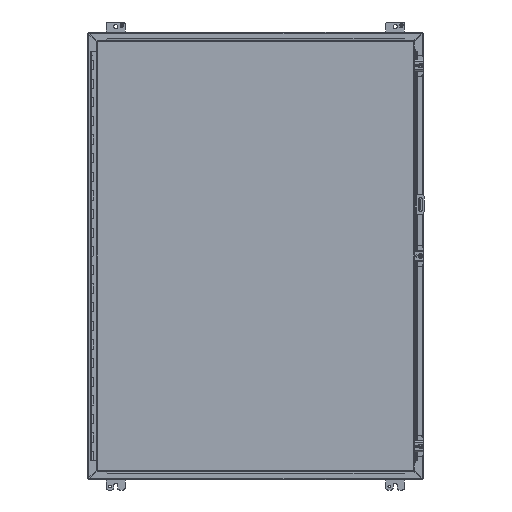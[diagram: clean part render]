
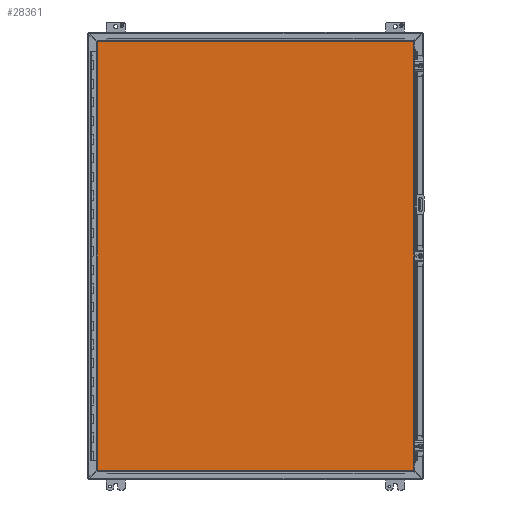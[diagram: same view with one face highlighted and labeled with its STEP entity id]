
A CAD part, front view. The second image highlights one B-rep face of the part: STEP entity #28361.
In plain terms, the highlighted planar face has unit normal (0, -1, 0).
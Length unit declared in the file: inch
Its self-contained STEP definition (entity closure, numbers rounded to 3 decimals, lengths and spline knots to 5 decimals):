
#2093 = VECTOR ( 'NONE', #31331, 39.37008 ) ;
#2322 = EDGE_CURVE ( 'NONE', #28312, #44316, #35584, .T. ) ;
#3129 = DIRECTION ( 'NONE',  ( 1., 0., 0. ) ) ;
#6134 = CARTESIAN_POINT ( 'NONE',  ( 17.017, -17.185, -22.9945 ) ) ;
#6489 = ORIENTED_EDGE ( 'NONE', *, *, #54996, .F. ) ;
#6947 = CARTESIAN_POINT ( 'NONE',  ( -16.955, -17.185, -22.9945 ) ) ;
#9106 = VERTEX_POINT ( 'NONE', #23347 ) ;
#12435 = CARTESIAN_POINT ( 'NONE',  ( -16.955, -17.185, 22.9945 ) ) ;
#14822 = DIRECTION ( 'NONE',  ( 0., 0., -1. ) ) ;
#15060 = VERTEX_POINT ( 'NONE', #43665 ) ;
#15380 = CARTESIAN_POINT ( 'NONE',  ( 17.017, -17.185, -22.9945 ) ) ;
#19046 = ORIENTED_EDGE ( 'NONE', *, *, #2322, .F. ) ;
#19077 = CARTESIAN_POINT ( 'NONE',  ( -16.955, -17.185, -22.9945 ) ) ;
#20376 = VECTOR ( 'NONE', #23814, 39.37008 ) ;
#22479 = LINE ( 'NONE', #35207, #38926 ) ;
#23347 = CARTESIAN_POINT ( 'NONE',  ( -16.955, -17.185, 22.9945 ) ) ;
#23814 = DIRECTION ( 'NONE',  ( 0., 0., 1. ) ) ;
#24164 = FACE_OUTER_BOUND ( 'NONE', #40296, .T. ) ;
#27148 = EDGE_CURVE ( 'NONE', #44316, #9106, #50647, .T. ) ;
#28312 = VERTEX_POINT ( 'NONE', #15380 ) ;
#28361 = ADVANCED_FACE ( 'NONE', ( #24164 ), #37152, .T. ) ;
#31331 = DIRECTION ( 'NONE',  ( -1., 0., 0. ) ) ;
#32276 = CARTESIAN_POINT ( 'NONE',  ( -16.955, -17.185, -22.9945 ) ) ;
#35207 = CARTESIAN_POINT ( 'NONE',  ( 17.017, -17.185, 22.9945 ) ) ;
#35584 = LINE ( 'NONE', #6134, #2093 ) ;
#35759 = DIRECTION ( 'NONE',  ( 0., 0., -1. ) ) ;
#37152 = PLANE ( 'NONE',  #39040 ) ;
#38208 = LINE ( 'NONE', #12435, #42636 ) ;
#38926 = VECTOR ( 'NONE', #35759, 39.37008 ) ;
#39040 = AXIS2_PLACEMENT_3D ( 'NONE', #19077, #53597, #14822 ) ;
#40296 = EDGE_LOOP ( 'NONE', ( #6489, #49902, #52551, #19046 ) ) ;
#42636 = VECTOR ( 'NONE', #3129, 39.37008 ) ;
#43665 = CARTESIAN_POINT ( 'NONE',  ( 17.017, -17.185, 22.9945 ) ) ;
#44316 = VERTEX_POINT ( 'NONE', #6947 ) ;
#49902 = ORIENTED_EDGE ( 'NONE', *, *, #55652, .F. ) ;
#50647 = LINE ( 'NONE', #32276, #20376 ) ;
#52551 = ORIENTED_EDGE ( 'NONE', *, *, #27148, .F. ) ;
#53597 = DIRECTION ( 'NONE',  ( 0., -1., 0. ) ) ;
#54996 = EDGE_CURVE ( 'NONE', #15060, #28312, #22479, .T. ) ;
#55652 = EDGE_CURVE ( 'NONE', #9106, #15060, #38208, .T. ) ;
